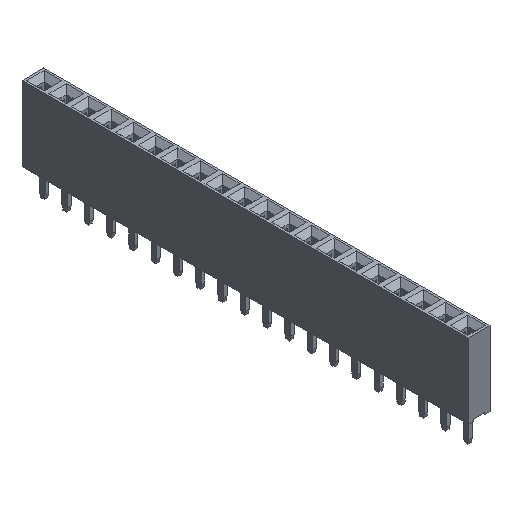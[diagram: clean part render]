
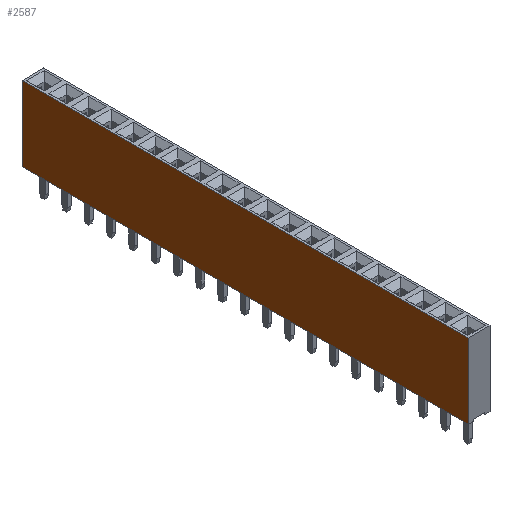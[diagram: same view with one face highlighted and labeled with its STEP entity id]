
A CAD part, isometric view. The second image highlights one B-rep face of the part: STEP entity #2587.
In plain terms, the highlighted planar face has unit normal (-1, 0, 0).
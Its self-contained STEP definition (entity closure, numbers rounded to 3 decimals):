
#917 = VERTEX_POINT('',#918);
#918 = CARTESIAN_POINT('',(-1.25,1.27,0.));
#926 = EDGE_CURVE('',#917,#927,#929,.T.);
#927 = VERTEX_POINT('',#928);
#928 = CARTESIAN_POINT('',(-1.25,1.27,8.5));
#929 = LINE('',#930,#931);
#930 = CARTESIAN_POINT('',(-1.25,1.27,0.));
#931 = VECTOR('',#932,1.);
#932 = DIRECTION('',(0.,0.,1.));
#1007 = EDGE_CURVE('',#1008,#917,#1010,.T.);
#1008 = VERTEX_POINT('',#1009);
#1009 = CARTESIAN_POINT('',(-1.25,-49.53,0.));
#1010 = LINE('',#1011,#1012);
#1011 = CARTESIAN_POINT('',(-1.25,-49.53,0.));
#1012 = VECTOR('',#1013,1.);
#1013 = DIRECTION('',(0.,1.,0.));
#1888 = EDGE_CURVE('',#1889,#927,#1891,.T.);
#1889 = VERTEX_POINT('',#1890);
#1890 = CARTESIAN_POINT('',(-1.25,-49.53,8.5));
#1891 = LINE('',#1892,#1893);
#1892 = CARTESIAN_POINT('',(-1.25,-49.53,8.5));
#1893 = VECTOR('',#1894,1.);
#1894 = DIRECTION('',(0.,1.,0.));
#2587 = ADVANCED_FACE('',(#2588),#2599,.T.);
#2588 = FACE_BOUND('',#2589,.T.);
#2589 = EDGE_LOOP('',(#2590,#2596,#2597,#2598));
#2590 = ORIENTED_EDGE('',*,*,#2591,.T.);
#2591 = EDGE_CURVE('',#1008,#1889,#2592,.T.);
#2592 = LINE('',#2593,#2594);
#2593 = CARTESIAN_POINT('',(-1.25,-49.53,0.));
#2594 = VECTOR('',#2595,1.);
#2595 = DIRECTION('',(0.,0.,1.));
#2596 = ORIENTED_EDGE('',*,*,#1888,.T.);
#2597 = ORIENTED_EDGE('',*,*,#926,.F.);
#2598 = ORIENTED_EDGE('',*,*,#1007,.F.);
#2599 = PLANE('',#2600);
#2600 = AXIS2_PLACEMENT_3D('',#2601,#2602,#2603);
#2601 = CARTESIAN_POINT('',(-1.25,-49.53,0.));
#2602 = DIRECTION('',(-1.,0.,0.));
#2603 = DIRECTION('',(0.,1.,0.));
